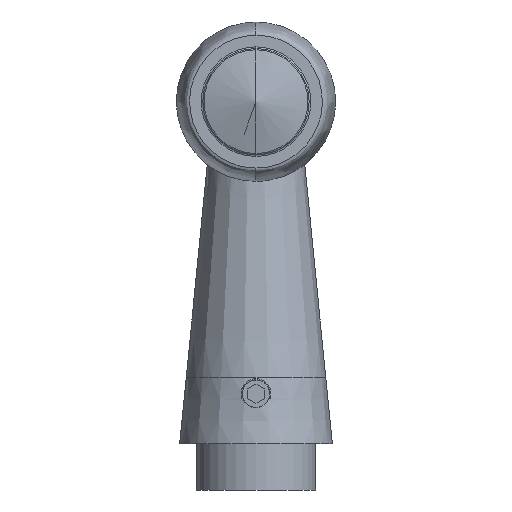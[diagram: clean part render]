
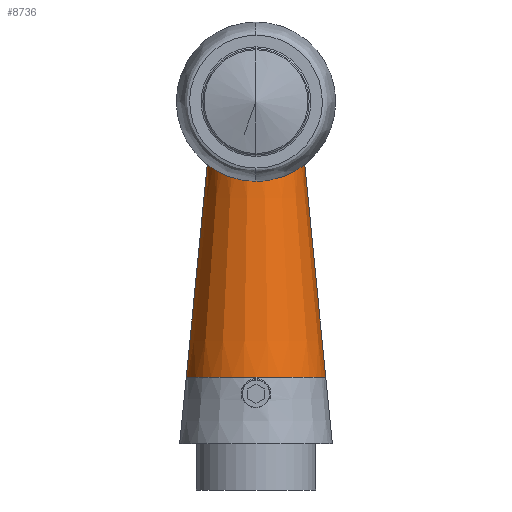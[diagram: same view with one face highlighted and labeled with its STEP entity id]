
A CAD part, left-side view. The second image highlights one B-rep face of the part: STEP entity #8736.
In plain terms, the highlighted conical face has half-angle 5.625 degrees and reference radius 10.5 mm.
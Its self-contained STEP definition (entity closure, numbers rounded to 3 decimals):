
#263 = DIRECTION ( 'NONE',  ( 0., -0.098, -0.995 ) ) ;
#275 = CIRCLE ( 'NONE', #13071, 7.302 ) ;
#443 = VERTEX_POINT ( 'NONE', #5582 ) ;
#709 = EDGE_CURVE ( 'NONE', #9102, #443, #12527, .T. ) ;
#850 = CARTESIAN_POINT ( 'NONE',  ( 0., -7.302, 42.473 ) ) ;
#884 = CARTESIAN_POINT ( 'NONE',  ( 0., -10.5, 10. ) ) ;
#968 = AXIS2_PLACEMENT_3D ( 'NONE', #8114, #9280, #10370 ) ;
#1135 = DIRECTION ( 'NONE',  ( 0., 0.098, -0.995 ) ) ;
#1156 = VERTEX_POINT ( 'NONE', #850 ) ;
#1205 = EDGE_CURVE ( 'NONE', #1156, #4198, #275, .T. ) ;
#1329 = ORIENTED_EDGE ( 'NONE', *, *, #10558, .T. ) ;
#4026 = CONICAL_SURFACE ( 'NONE', #968, 10.5, 0.098 ) ;
#4198 = VERTEX_POINT ( 'NONE', #14017 ) ;
#4431 = VECTOR ( 'NONE', #263, 1000. ) ;
#5316 = EDGE_CURVE ( 'NONE', #1156, #9102, #11365, .T. ) ;
#5582 = CARTESIAN_POINT ( 'NONE',  ( 0., 10.5, 10. ) ) ;
#5969 = DIRECTION ( 'NONE',  ( 0., 1., 0. ) ) ;
#6181 = DIRECTION ( 'NONE',  ( 0., 1., 0. ) ) ;
#7034 = EDGE_LOOP ( 'NONE', ( #11369, #8976, #1329, #10190 ) ) ;
#7085 = CARTESIAN_POINT ( 'NONE',  ( 0., 0., 42.473 ) ) ;
#7294 = CARTESIAN_POINT ( 'NONE',  ( 0., 0., 10. ) ) ;
#7753 = CARTESIAN_POINT ( 'NONE',  ( 0., 10.5, 10. ) ) ;
#8057 = LINE ( 'NONE', #7753, #13913 ) ;
#8114 = CARTESIAN_POINT ( 'NONE',  ( 0., 0., 10. ) ) ;
#8736 = ADVANCED_FACE ( 'NONE', ( #9924 ), #4026, .T. ) ;
#8976 = ORIENTED_EDGE ( 'NONE', *, *, #1205, .T. ) ;
#9102 = VERTEX_POINT ( 'NONE', #884 ) ;
#9111 = CARTESIAN_POINT ( 'NONE',  ( 0., -10.5, 10. ) ) ;
#9280 = DIRECTION ( 'NONE',  ( 0., 0., -1. ) ) ;
#9924 = FACE_OUTER_BOUND ( 'NONE', #7034, .T. ) ;
#10190 = ORIENTED_EDGE ( 'NONE', *, *, #709, .F. ) ;
#10370 = DIRECTION ( 'NONE',  ( 0., 1., 0. ) ) ;
#10394 = AXIS2_PLACEMENT_3D ( 'NONE', #7294, #13907, #6181 ) ;
#10558 = EDGE_CURVE ( 'NONE', #4198, #443, #8057, .T. ) ;
#11365 = LINE ( 'NONE', #9111, #4431 ) ;
#11369 = ORIENTED_EDGE ( 'NONE', *, *, #5316, .F. ) ;
#12527 = CIRCLE ( 'NONE', #10394, 10.5 ) ;
#13071 = AXIS2_PLACEMENT_3D ( 'NONE', #7085, #13694, #5969 ) ;
#13694 = DIRECTION ( 'NONE',  ( 0., 0., -1. ) ) ;
#13907 = DIRECTION ( 'NONE',  ( 0., 0., -1. ) ) ;
#13913 = VECTOR ( 'NONE', #1135, 1000. ) ;
#14017 = CARTESIAN_POINT ( 'NONE',  ( 0., 7.302, 42.473 ) ) ;
